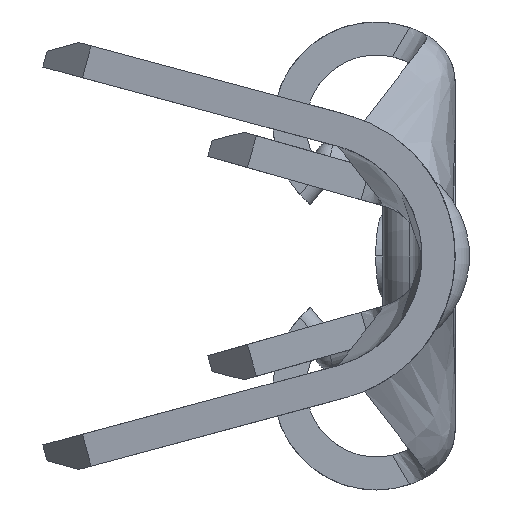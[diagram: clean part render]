
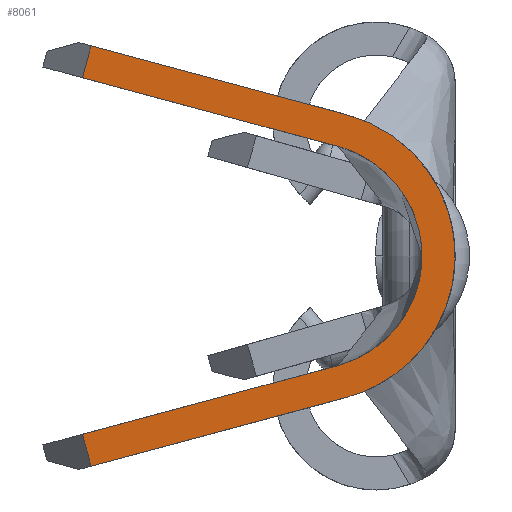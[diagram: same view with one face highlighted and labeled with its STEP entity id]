
A CAD part, left-side view. The second image highlights one B-rep face of the part: STEP entity #8061.
In plain terms, the highlighted planar face has unit normal (-0.996, 0.087, 0).
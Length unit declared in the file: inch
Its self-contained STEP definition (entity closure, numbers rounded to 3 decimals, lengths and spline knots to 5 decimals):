
#78 = LINE ( 'NONE', #2591, #2132 ) ;
#167 = CARTESIAN_POINT ( 'NONE',  ( -0.6304, 0.01756, -0.06856 ) ) ;
#350 = VERTEX_POINT ( 'NONE', #674 ) ;
#539 = VECTOR ( 'NONE', #1701, 39.37008 ) ;
#563 = EDGE_CURVE ( 'NONE', #8331, #4667, #4214, .T. ) ;
#634 = EDGE_CURVE ( 'NONE', #4667, #8606, #78, .T. ) ;
#674 = CARTESIAN_POINT ( 'NONE',  ( -0.61919, 0.14575, 0.08647 ) ) ;
#1048 = CARTESIAN_POINT ( 'NONE',  ( -0.62165, 0.11755, -0.19134 ) ) ;
#1213 = ORIENTED_EDGE ( 'NONE', *, *, #2427, .T. ) ;
#1366 = DIRECTION ( 'NONE',  ( -0.084, -0.962, 0.259 ) ) ;
#1471 = EDGE_CURVE ( 'NONE', #7752, #4290, #5925, .T. ) ;
#1497 = VECTOR ( 'NONE', #1839, 39.37008 ) ;
#1591 = EDGE_CURVE ( 'NONE', #4290, #4743, #5931, .T. ) ;
#1669 = CARTESIAN_POINT ( 'NONE',  ( -0.61955, 0.1416, 0.10192 ) ) ;
#1701 = DIRECTION ( 'NONE',  ( -0.084, -0.962, -0.259 ) ) ;
#1782 = CARTESIAN_POINT ( 'NONE',  ( -0.63594, -0.0458, 0.03496 ) ) ;
#1804 = EDGE_CURVE ( 'NONE', #4743, #350, #3258, .T. ) ;
#1839 = DIRECTION ( 'NONE',  ( -0.023, -0.26, -0.965 ) ) ;
#1865 = EDGE_CURVE ( 'NONE', #7913, #8331, #6143, .T. ) ;
#1976 = DIRECTION ( 'NONE',  ( 0.996, -0.087, 0. ) ) ;
#2067 = CARTESIAN_POINT ( 'NONE',  ( -0.61955, 0.1416, -0.10192 ) ) ;
#2118 = VECTOR ( 'NONE', #1366, 39.37008 ) ;
#2132 = VECTOR ( 'NONE', #6863, 39.37008 ) ;
#2150 = CARTESIAN_POINT ( 'NONE',  ( -0.62936, 0.02941, -0.05518 ) ) ;
#2245 = CARTESIAN_POINT ( 'NONE',  ( -0.62936, 0.02941, 0.05518 ) ) ;
#2362 = EDGE_CURVE ( 'NONE', #7752, #8606, #9273, .T. ) ;
#2380 = ORIENTED_EDGE ( 'NONE', *, *, #2362, .T. ) ;
#2394 = CARTESIAN_POINT ( 'NONE',  ( -0.6304, 0.01756, -0.06856 ) ) ;
#2427 = EDGE_CURVE ( 'NONE', #7913, #350, #8544, .T. ) ;
#2455 = CARTESIAN_POINT ( 'NONE',  ( -0.63803, -0.06959, -0.04512 ) ) ;
#2591 = CARTESIAN_POINT ( 'NONE',  ( -0.62973, 0.02529, -0.07064 ) ) ;
#2896 = ORIENTED_EDGE ( 'NONE', *, *, #1804, .F. ) ;
#3258 = LINE ( 'NONE', #2245, #9034 ) ;
#3295 = FACE_OUTER_BOUND ( 'NONE', #5039, .T. ) ;
#3661 = ORIENTED_EDGE ( 'NONE', *, *, #634, .F. ) ;
#3871 = ORIENTED_EDGE ( 'NONE', *, *, #563, .F. ) ;
#3982 = CARTESIAN_POINT ( 'NONE',  ( -0.63004, 0.02172, 0.05311 ) ) ;
#4107 = CARTESIAN_POINT ( 'NONE',  ( -0.61507, 0.19275, -0.08828 ) ) ;
#4120 = PLANE ( 'NONE',  #6810 ) ;
#4214 =( BOUNDED_CURVE ( )  B_SPLINE_CURVE ( 3, ( #4615, #8185, #2455, #167 ),
 .UNSPECIFIED., .F., .F. ) 
 B_SPLINE_CURVE_WITH_KNOTS ( ( 4, 4 ),
 ( 4.97511, 7.59126 ),
 .UNSPECIFIED. ) 
 CURVE ( )  GEOMETRIC_REPRESENTATION_ITEM ( )  RATIONAL_B_SPLINE_CURVE ( ( 1., 0.506, 0.506, 1. ) ) 
 REPRESENTATION_ITEM ( '' )  );
#4290 = VERTEX_POINT ( 'NONE', #8510 ) ;
#4615 = CARTESIAN_POINT ( 'NONE',  ( -0.6304, 0.01756, 0.06856 ) ) ;
#4667 = VERTEX_POINT ( 'NONE', #2394 ) ;
#4743 = VERTEX_POINT ( 'NONE', #3982 ) ;
#4988 = DIRECTION ( 'NONE',  ( 0.084, 0.962, 0.259 ) ) ;
#5039 = EDGE_LOOP ( 'NONE', ( #5959, #2380, #3661, #3871, #7511, #1213, #2896, #8492 ) ) ;
#5415 = CARTESIAN_POINT ( 'NONE',  ( -0.63594, -0.0458, -0.03496 ) ) ;
#5487 = DIRECTION ( 'NONE',  ( 0.023, 0.26, -0.965 ) ) ;
#5727 = CARTESIAN_POINT ( 'NONE',  ( -0.61919, 0.14575, -0.08647 ) ) ;
#5925 = LINE ( 'NONE', #2150, #2118 ) ;
#5931 =( BOUNDED_CURVE ( )  B_SPLINE_CURVE ( 3, ( #6135, #5415, #1782, #6857 ),
 .UNSPECIFIED., .F., .F. ) 
 B_SPLINE_CURVE_WITH_KNOTS ( ( 4, 4 ),
 ( 4.97511, 7.59126 ),
 .UNSPECIFIED. ) 
 CURVE ( )  GEOMETRIC_REPRESENTATION_ITEM ( )  RATIONAL_B_SPLINE_CURVE ( ( 1., 0.506, 0.506, 1. ) ) 
 REPRESENTATION_ITEM ( '' )  );
#5959 = ORIENTED_EDGE ( 'NONE', *, *, #1471, .F. ) ;
#6037 = CARTESIAN_POINT ( 'NONE',  ( -0.62973, 0.02529, 0.07064 ) ) ;
#6135 = CARTESIAN_POINT ( 'NONE',  ( -0.63004, 0.02172, -0.05311 ) ) ;
#6143 = LINE ( 'NONE', #6037, #539 ) ;
#6284 = CARTESIAN_POINT ( 'NONE',  ( -0.635, -0.035, -0.15 ) ) ;
#6810 = AXIS2_PLACEMENT_3D ( 'NONE', #6284, #1976, #6997 ) ;
#6828 = VECTOR ( 'NONE', #5487, 39.37008 ) ;
#6857 = CARTESIAN_POINT ( 'NONE',  ( -0.63004, 0.02172, 0.05311 ) ) ;
#6863 = DIRECTION ( 'NONE',  ( 0.084, 0.962, -0.259 ) ) ;
#6997 = DIRECTION ( 'NONE',  ( 0.087, 0.996, 0. ) ) ;
#7348 = CARTESIAN_POINT ( 'NONE',  ( -0.6304, 0.01756, 0.06856 ) ) ;
#7511 = ORIENTED_EDGE ( 'NONE', *, *, #1865, .F. ) ;
#7752 = VERTEX_POINT ( 'NONE', #5727 ) ;
#7913 = VERTEX_POINT ( 'NONE', #1669 ) ;
#8061 = ADVANCED_FACE ( 'NONE', ( #3295 ), #4120, .F. ) ;
#8185 = CARTESIAN_POINT ( 'NONE',  ( -0.63803, -0.06959, 0.04512 ) ) ;
#8331 = VERTEX_POINT ( 'NONE', #7348 ) ;
#8492 = ORIENTED_EDGE ( 'NONE', *, *, #1591, .F. ) ;
#8510 = CARTESIAN_POINT ( 'NONE',  ( -0.63004, 0.02172, -0.05311 ) ) ;
#8544 = LINE ( 'NONE', #4107, #6828 ) ;
#8606 = VERTEX_POINT ( 'NONE', #2067 ) ;
#9034 = VECTOR ( 'NONE', #4988, 39.37008 ) ;
#9273 = LINE ( 'NONE', #1048, #1497 ) ;
